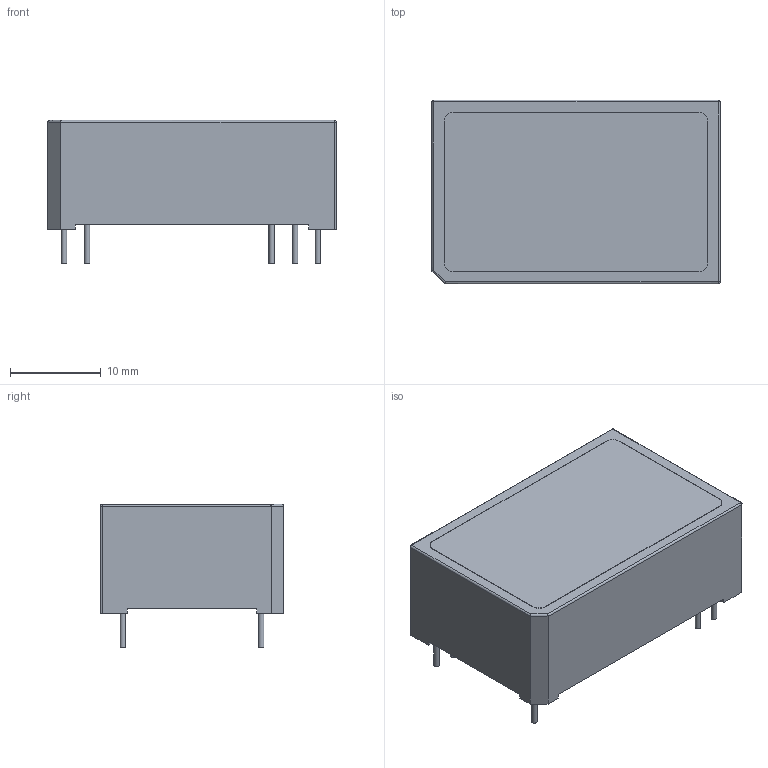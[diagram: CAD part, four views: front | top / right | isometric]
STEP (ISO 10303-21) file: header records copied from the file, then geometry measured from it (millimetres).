
FILE_DESCRIPTION(/* description */ (''),/* implementation_level */ '2;1');
FILE_NAME(/* name */ 'DCDC_TRACO_THB6.stp',/* time_stamp */ '2016-01-06T10:19:08+01:00',/* author */ ('riccim'),/* organization */ (''),/* preprocessor_version */ 'ST-DEVELOPER v15.5',/* originating_system */ 'AutoCAD Mechanical',/* authorisation */ '');
FILE_SCHEMA (('AUTOMOTIVE_DESIGN { 1 0 10303 214 3 1 1 }'));
Length unit declared in the file: millimetre
Products named in the file (2): THB-6 CASE; Product
Bounding box: 31.7 x 20.2 x 15.82 mm (x, y, z)
Volume: 7396.9 mm3; surface area: 3792.1 mm2
Topology: 9 solids, 9 shells, 84 faces, 169 edges, 107 vertices
Faces by surface type: plane 55, cylinder 26, sphere 3
Full cylindrical faces by diameter (mm): 0.5 x7, 0.6 x7
Entity records: 2142 total; most frequent: DIRECTION 376, CARTESIAN_POINT 346, ORIENTED_EDGE 304, EDGE_CURVE 152, AXIS2_PLACEMENT_3D 137, VERTEX_POINT 107, EDGE_LOOP 105, LINE 102
